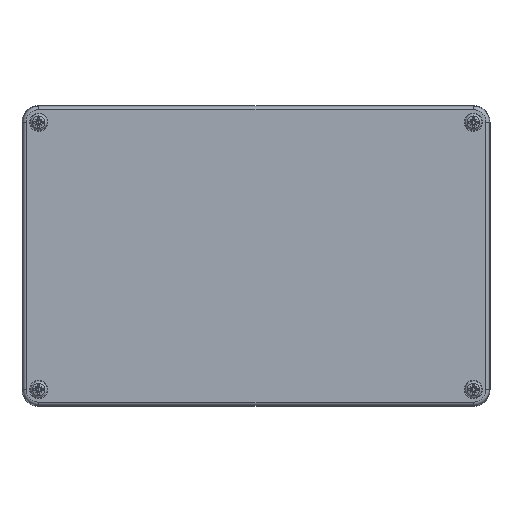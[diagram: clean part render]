
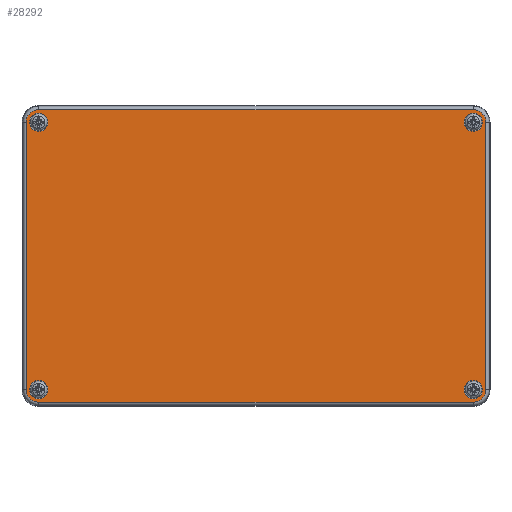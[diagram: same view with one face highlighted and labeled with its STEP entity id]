
A CAD part, top view. The second image highlights one B-rep face of the part: STEP entity #28292.
In plain terms, the highlighted planar face has unit normal (0, 0, 1).
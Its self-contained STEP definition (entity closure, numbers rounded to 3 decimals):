
#27871=CARTESIAN_POINT('',(137.511,-80.,30.0));
#27872=VERTEX_POINT('',#27871);
#27880=CARTESIAN_POINT('',(130.,-87.511,30.0));
#27881=VERTEX_POINT('',#27880);
#27882=CARTESIAN_POINT('',(130.,-80.,30.0));
#27883=DIRECTION('',(0.0,0.0,-1.0));
#27884=DIRECTION('',(0.707,-0.707,0.0));
#27885=AXIS2_PLACEMENT_3D('',#27882,#27883,#27884);
#27886=CIRCLE('',#27885,7.511);
#27887=EDGE_CURVE('',#27872,#27881,#27886,.T.);
#27913=CARTESIAN_POINT('',(-130.,-87.511,30.0));
#27914=VERTEX_POINT('',#27913);
#27931=CARTESIAN_POINT('',(130.,-87.511,30.0));
#27932=DIRECTION('',(-1.0,0.0,0.0));
#27933=VECTOR('',#27932,260.);
#27934=LINE('',#27931,#27933);
#27935=EDGE_CURVE('',#27881,#27914,#27934,.T.);
#27945=CARTESIAN_POINT('',(-137.511,-80.,30.0));
#27946=VERTEX_POINT('',#27945);
#27964=CARTESIAN_POINT('',(-130.,-80.,30.0));
#27965=DIRECTION('',(0.0,0.0,-1.0));
#27966=DIRECTION('',(-0.707,-0.707,0.0));
#27967=AXIS2_PLACEMENT_3D('',#27964,#27965,#27966);
#27968=CIRCLE('',#27967,7.511);
#27969=EDGE_CURVE('',#27914,#27946,#27968,.T.);
#27979=CARTESIAN_POINT('',(-137.511,80.,30.0));
#27980=VERTEX_POINT('',#27979);
#27997=CARTESIAN_POINT('',(-137.511,-80.,30.0));
#27998=DIRECTION('',(0.0,1.0,0.0));
#27999=VECTOR('',#27998,160.);
#28000=LINE('',#27997,#27999);
#28001=EDGE_CURVE('',#27946,#27980,#28000,.T.);
#28011=CARTESIAN_POINT('',(-130.,87.511,30.0));
#28012=VERTEX_POINT('',#28011);
#28030=CARTESIAN_POINT('',(-130.,80.,30.0));
#28031=DIRECTION('',(0.0,0.0,-1.0));
#28032=DIRECTION('',(-0.707,0.707,0.0));
#28033=AXIS2_PLACEMENT_3D('',#28030,#28031,#28032);
#28034=CIRCLE('',#28033,7.511);
#28035=EDGE_CURVE('',#27980,#28012,#28034,.T.);
#28045=CARTESIAN_POINT('',(130.,87.511,30.0));
#28046=VERTEX_POINT('',#28045);
#28063=CARTESIAN_POINT('',(-130.,87.511,30.0));
#28064=DIRECTION('',(1.0,0.0,0.0));
#28065=VECTOR('',#28064,260.);
#28066=LINE('',#28063,#28065);
#28067=EDGE_CURVE('',#28012,#28046,#28066,.T.);
#28077=CARTESIAN_POINT('',(137.511,80.,30.0));
#28078=VERTEX_POINT('',#28077);
#28096=CARTESIAN_POINT('',(130.,80.,30.0));
#28097=DIRECTION('',(0.0,0.0,-1.0));
#28098=DIRECTION('',(0.707,0.707,0.0));
#28099=AXIS2_PLACEMENT_3D('',#28096,#28097,#28098);
#28100=CIRCLE('',#28099,7.511);
#28101=EDGE_CURVE('',#28046,#28078,#28100,.T.);
#28119=CARTESIAN_POINT('',(137.511,80.,30.0));
#28120=DIRECTION('',(0.0,-1.0,0.0));
#28121=VECTOR('',#28120,160.);
#28122=LINE('',#28119,#28121);
#28123=EDGE_CURVE('',#28078,#27872,#28122,.T.);
#28233=CARTESIAN_POINT('',(0.,0.,30.0));
#28234=DIRECTION('',(0.0,0.0,1.0));
#28235=DIRECTION('',(1.0,0.0,0.0));
#28236=AXIS2_PLACEMENT_3D('',#28233,#28234,#28235);
#28237=PLANE('',#28236);
#28238=ORIENTED_EDGE('',*,*,#27887,.F.);
#28239=ORIENTED_EDGE('',*,*,#28123,.F.);
#28240=ORIENTED_EDGE('',*,*,#28101,.F.);
#28241=ORIENTED_EDGE('',*,*,#28067,.F.);
#28242=ORIENTED_EDGE('',*,*,#28035,.F.);
#28243=ORIENTED_EDGE('',*,*,#28001,.F.);
#28244=ORIENTED_EDGE('',*,*,#27969,.F.);
#28245=ORIENTED_EDGE('',*,*,#27935,.F.);
#28246=EDGE_LOOP('',(#28238,#28239,#28240,#28241,#28242,#28243,#28244,#28245));
#28247=FACE_OUTER_BOUND('',#28246,.T.);
#28248=CARTESIAN_POINT('',(-124.5,80.,30.0));
#28249=VERTEX_POINT('',#28248);
#28250=CARTESIAN_POINT('',(-130.,80.,30.0));
#28251=DIRECTION('',(0.0,0.0,-1.0));
#28252=DIRECTION('',(-1.0,0.0,0.0));
#28253=AXIS2_PLACEMENT_3D('',#28250,#28251,#28252);
#28254=CIRCLE('',#28253,5.5);
#28255=EDGE_CURVE('',#28249,#28249,#28254,.T.);
#28256=ORIENTED_EDGE('',*,*,#28255,.T.);
#28257=EDGE_LOOP('',(#28256));
#28258=FACE_BOUND('',#28257,.T.);
#28259=CARTESIAN_POINT('',(135.5,80.,30.0));
#28260=VERTEX_POINT('',#28259);
#28261=CARTESIAN_POINT('',(130.,80.,30.0));
#28262=DIRECTION('',(0.0,0.0,-1.0));
#28263=DIRECTION('',(-1.0,0.0,0.0));
#28264=AXIS2_PLACEMENT_3D('',#28261,#28262,#28263);
#28265=CIRCLE('',#28264,5.5);
#28266=EDGE_CURVE('',#28260,#28260,#28265,.T.);
#28267=ORIENTED_EDGE('',*,*,#28266,.T.);
#28268=EDGE_LOOP('',(#28267));
#28269=FACE_BOUND('',#28268,.T.);
#28270=CARTESIAN_POINT('',(135.5,-80.,30.0));
#28271=VERTEX_POINT('',#28270);
#28272=CARTESIAN_POINT('',(130.,-80.,30.0));
#28273=DIRECTION('',(0.0,0.0,-1.0));
#28274=DIRECTION('',(-1.0,0.0,0.0));
#28275=AXIS2_PLACEMENT_3D('',#28272,#28273,#28274);
#28276=CIRCLE('',#28275,5.5);
#28277=EDGE_CURVE('',#28271,#28271,#28276,.T.);
#28278=ORIENTED_EDGE('',*,*,#28277,.T.);
#28279=EDGE_LOOP('',(#28278));
#28280=FACE_BOUND('',#28279,.T.);
#28281=CARTESIAN_POINT('',(-124.5,-80.,30.0));
#28282=VERTEX_POINT('',#28281);
#28283=CARTESIAN_POINT('',(-130.,-80.,30.0));
#28284=DIRECTION('',(0.0,0.0,-1.0));
#28285=DIRECTION('',(-1.0,0.0,0.0));
#28286=AXIS2_PLACEMENT_3D('',#28283,#28284,#28285);
#28287=CIRCLE('',#28286,5.5);
#28288=EDGE_CURVE('',#28282,#28282,#28287,.T.);
#28289=ORIENTED_EDGE('',*,*,#28288,.T.);
#28290=EDGE_LOOP('',(#28289));
#28291=FACE_BOUND('',#28290,.T.);
#28292=ADVANCED_FACE('',(#28247,#28258,#28269,#28280,#28291),#28237,.T.);
